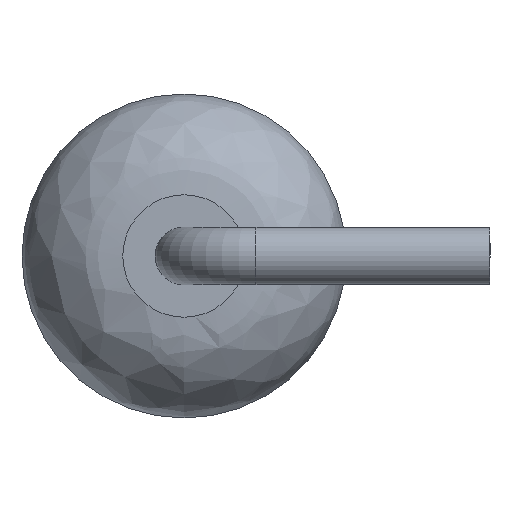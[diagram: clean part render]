
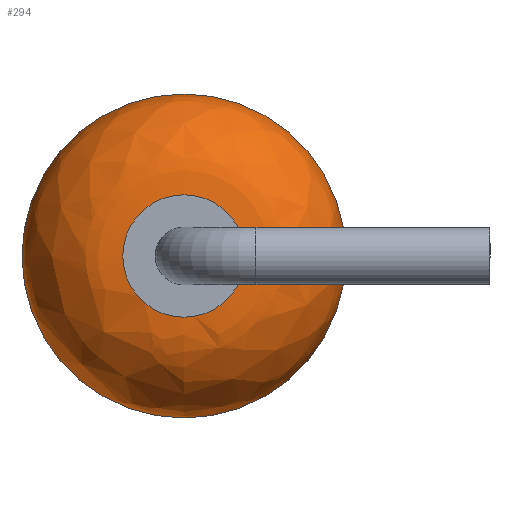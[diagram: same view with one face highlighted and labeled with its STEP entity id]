
A CAD part, left-side view. The second image highlights one B-rep face of the part: STEP entity #294.
In plain terms, the highlighted free-form (B-spline) face has degree [2, 2] with [3, 9] control points.
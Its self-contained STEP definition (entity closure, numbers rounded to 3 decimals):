
#14=(
BOUNDED_SURFACE()
B_SPLINE_SURFACE(2,2,((#588,#589,#590,#591,#592,#593,#594,#595,#596),(#597,
#598,#599,#600,#601,#602,#603,#604,#605),(#606,#607,#608,#609,#610,#611,
#612,#613,#614)),.UNSPECIFIED.,.F.,.T.,.F.)
B_SPLINE_SURFACE_WITH_KNOTS((3,3),(3,2,2,2,3),(0.,1.571),
(-3.142,-1.571,0.,1.571,3.142),
 .UNSPECIFIED.)
GEOMETRIC_REPRESENTATION_ITEM()
RATIONAL_B_SPLINE_SURFACE(((1.,0.707,1.,0.707,1.,
0.707,1.,0.707,1.),(0.707,0.5,0.707,
0.5,0.707,0.5,0.707,0.5,0.707),(1.,
0.707,1.,0.707,1.,0.707,1.,0.707,
1.)))
REPRESENTATION_ITEM('')
SURFACE()
);
#45=FACE_OUTER_BOUND('',#63,.T.);
#63=EDGE_LOOP('',(#264,#265,#266,#267,#268,#269));
#100=CIRCLE('',#345,2.25);
#101=CIRCLE('',#346,2.25);
#111=CIRCLE('',#360,0.85);
#112=CIRCLE('',#361,1.4);
#113=CIRCLE('',#362,0.85);
#133=VERTEX_POINT('',#536);
#134=VERTEX_POINT('',#537);
#141=VERTEX_POINT('',#615);
#142=VERTEX_POINT('',#616);
#170=EDGE_CURVE('',#133,#134,#100,.T.);
#171=EDGE_CURVE('',#134,#133,#101,.T.);
#183=EDGE_CURVE('',#141,#142,#111,.T.);
#184=EDGE_CURVE('',#142,#134,#112,.T.);
#185=EDGE_CURVE('',#142,#141,#113,.T.);
#264=ORIENTED_EDGE('',*,*,#183,.T.);
#265=ORIENTED_EDGE('',*,*,#184,.T.);
#266=ORIENTED_EDGE('',*,*,#171,.T.);
#267=ORIENTED_EDGE('',*,*,#170,.T.);
#268=ORIENTED_EDGE('',*,*,#184,.F.);
#269=ORIENTED_EDGE('',*,*,#185,.T.);
#294=ADVANCED_FACE('',(#45),#14,.F.);
#345=AXIS2_PLACEMENT_3D('',#538,#438,#439);
#346=AXIS2_PLACEMENT_3D('',#539,#440,#441);
#360=AXIS2_PLACEMENT_3D('',#617,#470,#471);
#361=AXIS2_PLACEMENT_3D('',#618,#472,#473);
#362=AXIS2_PLACEMENT_3D('',#619,#474,#475);
#438=DIRECTION('center_axis',(-1.,0.,0.));
#439=DIRECTION('ref_axis',(0.,0.,-1.));
#440=DIRECTION('center_axis',(-1.,0.,0.));
#441=DIRECTION('ref_axis',(0.,0.,-1.));
#470=DIRECTION('center_axis',(1.,0.,0.));
#471=DIRECTION('ref_axis',(0.,0.,-1.));
#472=DIRECTION('center_axis',(0.,-1.,0.));
#473=DIRECTION('ref_axis',(0.,0.,-1.));
#474=DIRECTION('center_axis',(1.,0.,0.));
#475=DIRECTION('ref_axis',(0.,0.,-1.));
#536=CARTESIAN_POINT('',(-4.6,2.25,2.25));
#537=CARTESIAN_POINT('',(-4.6,2.25,-2.25));
#538=CARTESIAN_POINT('Origin',(-4.6,2.25,0.));
#539=CARTESIAN_POINT('Origin',(-4.6,2.25,0.));
#588=CARTESIAN_POINT('Ctrl Pts',(-4.6,2.25,-2.25));
#589=CARTESIAN_POINT('Ctrl Pts',(-4.6,0.,-2.25));
#590=CARTESIAN_POINT('Ctrl Pts',(-4.6,0.,0.));
#591=CARTESIAN_POINT('Ctrl Pts',(-4.6,0.,2.25));
#592=CARTESIAN_POINT('Ctrl Pts',(-4.6,2.25,2.25));
#593=CARTESIAN_POINT('Ctrl Pts',(-4.6,4.5,2.25));
#594=CARTESIAN_POINT('Ctrl Pts',(-4.6,4.5,0.));
#595=CARTESIAN_POINT('Ctrl Pts',(-4.6,4.5,-2.25));
#596=CARTESIAN_POINT('Ctrl Pts',(-4.6,2.25,-2.25));
#597=CARTESIAN_POINT('Ctrl Pts',(-6.,2.25,-2.25));
#598=CARTESIAN_POINT('Ctrl Pts',(-6.,0.,-2.25));
#599=CARTESIAN_POINT('Ctrl Pts',(-6.,0.,0.));
#600=CARTESIAN_POINT('Ctrl Pts',(-6.,0.,2.25));
#601=CARTESIAN_POINT('Ctrl Pts',(-6.,2.25,2.25));
#602=CARTESIAN_POINT('Ctrl Pts',(-6.,4.5,2.25));
#603=CARTESIAN_POINT('Ctrl Pts',(-6.,4.5,0.));
#604=CARTESIAN_POINT('Ctrl Pts',(-6.,4.5,-2.25));
#605=CARTESIAN_POINT('Ctrl Pts',(-6.,2.25,-2.25));
#606=CARTESIAN_POINT('Ctrl Pts',(-6.,2.25,-0.85));
#607=CARTESIAN_POINT('Ctrl Pts',(-6.,1.4,-0.85));
#608=CARTESIAN_POINT('Ctrl Pts',(-6.,1.4,0.));
#609=CARTESIAN_POINT('Ctrl Pts',(-6.,1.4,0.85));
#610=CARTESIAN_POINT('Ctrl Pts',(-6.,2.25,0.85));
#611=CARTESIAN_POINT('Ctrl Pts',(-6.,3.1,0.85));
#612=CARTESIAN_POINT('Ctrl Pts',(-6.,3.1,0.));
#613=CARTESIAN_POINT('Ctrl Pts',(-6.,3.1,-0.85));
#614=CARTESIAN_POINT('Ctrl Pts',(-6.,2.25,-0.85));
#615=CARTESIAN_POINT('',(-6.,2.25,0.85));
#616=CARTESIAN_POINT('',(-6.,2.25,-0.85));
#617=CARTESIAN_POINT('Origin',(-6.,2.25,0.));
#618=CARTESIAN_POINT('Origin',(-4.6,2.25,-0.85));
#619=CARTESIAN_POINT('Origin',(-6.,2.25,0.));
